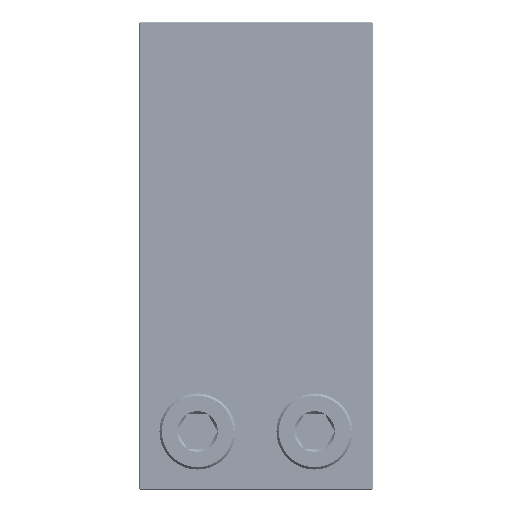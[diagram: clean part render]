
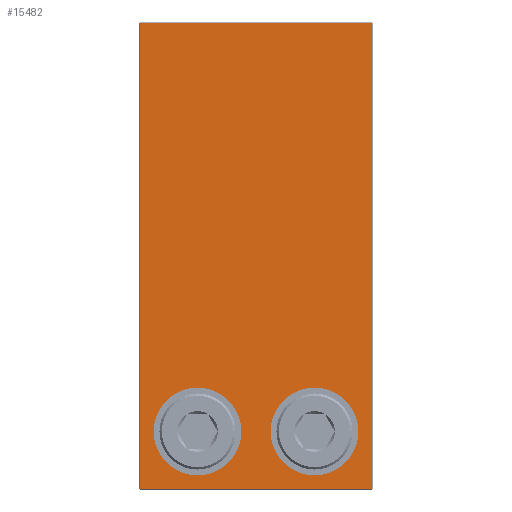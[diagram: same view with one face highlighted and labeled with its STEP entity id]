
A CAD part, left-side view. The second image highlights one B-rep face of the part: STEP entity #15482.
In plain terms, the highlighted planar face has unit normal (-1, 0, 0).
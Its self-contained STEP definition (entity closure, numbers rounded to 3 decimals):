
#109=FACE_BOUND('',#1852,.T.);
#110=FACE_BOUND('',#1853,.T.);
#192=PLANE('',#16441);
#989=FACE_OUTER_BOUND('',#1851,.T.);
#1851=EDGE_LOOP('',(#13528,#13529,#13530,#13531));
#1852=EDGE_LOOP('',(#13532));
#1853=EDGE_LOOP('',(#13533));
#2008=CIRCLE('',#16311,4.);
#2009=CIRCLE('',#16315,4.);
#4235=LINE('',#62829,#5082);
#4248=LINE('',#62856,#5095);
#4253=LINE('',#62866,#5100);
#4255=LINE('',#62869,#5102);
#5082=VECTOR('',#18885,10.);
#5095=VECTOR('',#18918,10.);
#5100=VECTOR('',#18933,10.);
#5102=VECTOR('',#18937,10.);
#6539=VERTEX_POINT('',#50602);
#6541=VERTEX_POINT('',#50610);
#6596=VERTEX_POINT('',#62740);
#6608=VERTEX_POINT('',#62779);
#6609=VERTEX_POINT('',#62783);
#6619=VERTEX_POINT('',#62822);
#8740=EDGE_CURVE('',#6539,#6539,#2008,.T.);
#8743=EDGE_CURVE('',#6541,#6541,#2009,.T.);
#8914=EDGE_CURVE('',#6619,#6608,#4235,.T.);
#8929=EDGE_CURVE('',#6609,#6619,#4248,.T.);
#8936=EDGE_CURVE('',#6596,#6609,#4253,.T.);
#8938=EDGE_CURVE('',#6608,#6596,#4255,.T.);
#13528=ORIENTED_EDGE('',*,*,#8914,.F.);
#13529=ORIENTED_EDGE('',*,*,#8929,.F.);
#13530=ORIENTED_EDGE('',*,*,#8936,.F.);
#13531=ORIENTED_EDGE('',*,*,#8938,.F.);
#13532=ORIENTED_EDGE('',*,*,#8740,.T.);
#13533=ORIENTED_EDGE('',*,*,#8743,.T.);
#15482=ADVANCED_FACE('',(#989,#109,#110),#192,.T.);
#16311=AXIS2_PLACEMENT_3D('',#50603,#18601,#18602);
#16315=AXIS2_PLACEMENT_3D('',#50611,#18611,#18612);
#16441=AXIS2_PLACEMENT_3D('',#62910,#19000,#19001);
#18601=DIRECTION('center_axis',(1.,0.,0.));
#18602=DIRECTION('ref_axis',(0.,-1.,0.));
#18611=DIRECTION('center_axis',(1.,0.,0.));
#18612=DIRECTION('ref_axis',(0.,-1.,0.));
#18885=DIRECTION('',(0.,1.,0.));
#18918=DIRECTION('',(0.,0.,-1.));
#18933=DIRECTION('',(0.,-1.,0.));
#18937=DIRECTION('',(0.,0.,1.));
#19000=DIRECTION('center_axis',(-1.,0.,0.));
#19001=DIRECTION('ref_axis',(0.,-1.,0.));
#50602=CARTESIAN_POINT('',(0.,34.,10.));
#50603=CARTESIAN_POINT('Origin',(0.,30.,10.));
#50610=CARTESIAN_POINT('',(0.,14.,10.));
#50611=CARTESIAN_POINT('Origin',(0.,10.,10.));
#62740=CARTESIAN_POINT('',(0.,39.8,79.8));
#62779=CARTESIAN_POINT('',(0.,39.8,0.2));
#62783=CARTESIAN_POINT('',(0.,0.2,79.8));
#62822=CARTESIAN_POINT('',(0.,0.2,0.2));
#62829=CARTESIAN_POINT('',(0.,30.,0.2));
#62856=CARTESIAN_POINT('',(0.,0.2,0.));
#62866=CARTESIAN_POINT('',(0.,30.,79.8));
#62869=CARTESIAN_POINT('',(0.,39.8,0.));
#62910=CARTESIAN_POINT('Origin',(0.,40.,0.));
